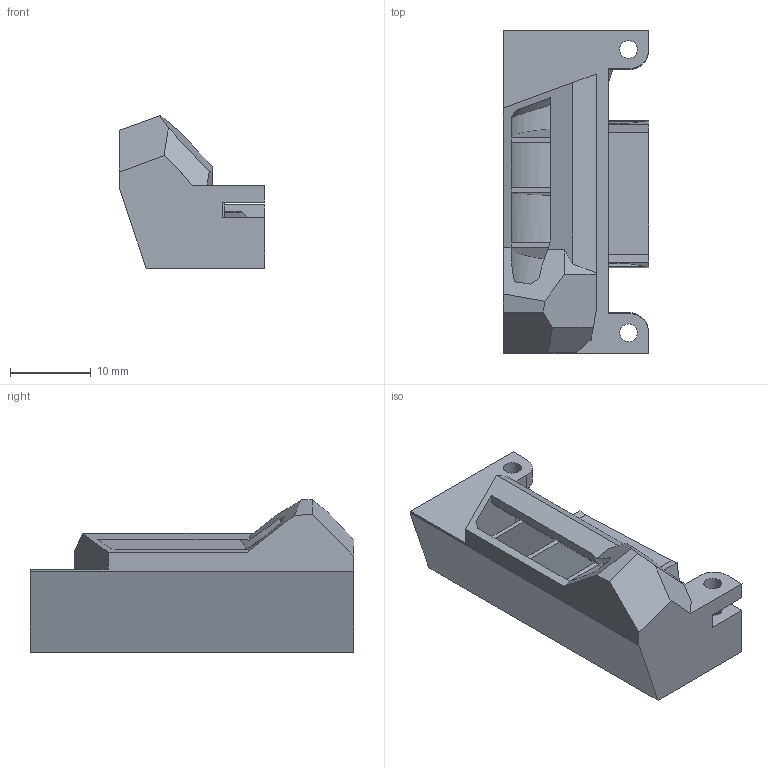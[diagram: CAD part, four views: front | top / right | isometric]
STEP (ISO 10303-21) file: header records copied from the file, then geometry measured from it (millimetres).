
FILE_DESCRIPTION(('FreeCAD Model'),'2;1');
FILE_NAME('Open CASCADE Shape Model','2025-06-05T22:40:50',('FreeCAD'),( 'FreeCAD'),'Open CASCADE STEP processor 7.7','FreeCAD','Unknown');
FILE_SCHEMA(('AUTOMOTIVE_DESIGN { 1 0 10303 214 1 1 1 1 }'));
Length unit declared in the file: millimetre
Products named in the file (1): Open CASCADE STEP translator 7.7 41
Bounding box: 18 x 40 x 18.83 mm (x, y, z)
Volume: 4345.2 mm3; surface area: 4304.1 mm2
Topology: 1 solids, 1 shells, 127 faces, 394 edges, 251 vertices
Faces by surface type: plane 106, cylinder 13, bspline 7, cone 1
Full cylindrical faces by diameter (mm): 2.2 x2, 2.26 x2
Entity records: 4814 total; most frequent: CARTESIAN_POINT 1311, ORIENTED_EDGE 788, DIRECTION 649, EDGE_CURVE 394, LINE 329, VECTOR 329, VERTEX_POINT 251, AXIS2_PLACEMENT_3D 160
